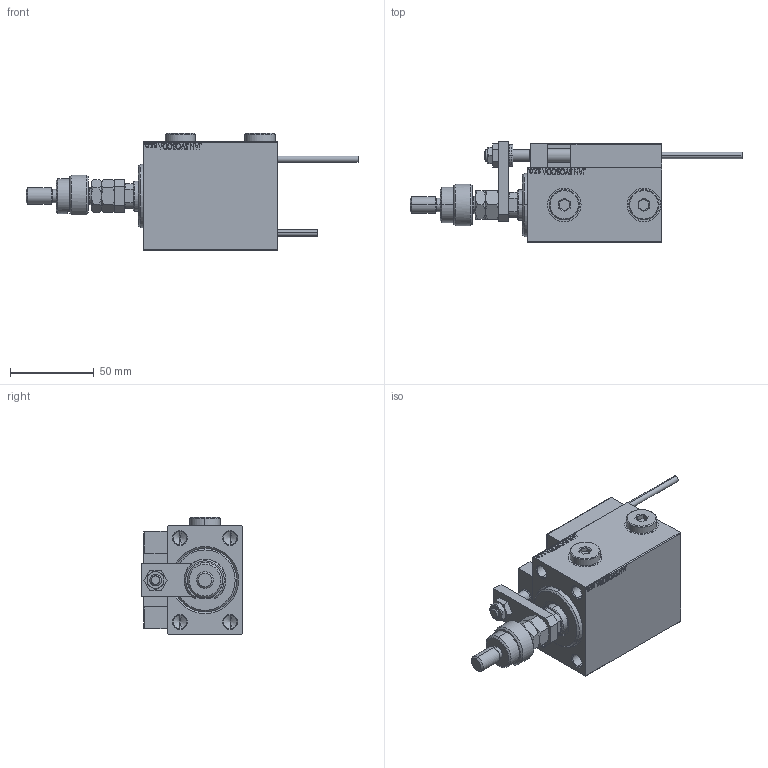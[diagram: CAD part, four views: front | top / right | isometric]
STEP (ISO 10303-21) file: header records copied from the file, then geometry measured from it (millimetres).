
FILE_DESCRIPTION (( 'STEP AP203' ), '1' );
FILE_NAME ('0e34.STEP', '2024-02-11T10:58:10', ( '' ), ( '' ), 'SwSTEP 2.0', 'SolidWorks 2019', '' );
FILE_SCHEMA (( 'CONFIG_CONTROL_DESIGN' ));
Length unit declared in the file: millimetre
Products named in the file (20): NUT_D12 d140c52ed551fc2903182a2165aa90b6; ZARAZKA d140c52ed551fc2903182a2165aa90b6; FEMALE_PART_FOR_DFA d140c52ed551fc2903182a2165aa90b6; V450CM_B_VCP d140c52ed551fc2903182a2165aa90b6; ALLEN BOLT D5 d140c52ed551fc2903182a2165aa90b6; MFA d140c52ed551fc2903182a2165aa90b6; X_Y_DFA d140c52ed551fc2903182a2165aa90b6; Zatka_OIL_PORT d140c52ed551fc2903182a2165aa90b6; Block d140c52ed551fc2903182a2165aa90b6; SWITCH DIM B,W d140c52ed551fc2903182a2165aa90b6; V450CM_VC_B d140c52ed551fc2903182a2165aa90b6; NUT_D10 d140c52ed551fc2903182a2165aa90b6; MAGNET d140c52ed551fc2903182a2165aa90b6; KONCOVKA d140c52ed551fc2903182a2165aa90b6; V450CM_B_Body d140c52ed551fc2903182a2165aa90b6; TYC_L79 d140c52ed551fc2903182a2165aa90b6; ALLEN BOLT D8 d140c52ed551fc2903182a2165aa90b6; SWITCH_X_FRONT_BACK d140c52ed551fc2903182a2165aa90b6; SWITCH X d140c52ed551fc2903182a2165aa90b6; 0e34
Assembly tree (30 placements, depth 3):
  0e34
    V450CM_B_Body d140c52ed551fc2903182a2165aa90b6
    V450CM_B_VCP d140c52ed551fc2903182a2165aa90b6
    SWITCH X d140c52ed551fc2903182a2165aa90b6
      SWITCH_X_FRONT_BACK d140c52ed551fc2903182a2165aa90b6  x2
      TYC_L79 d140c52ed551fc2903182a2165aa90b6
      Block d140c52ed551fc2903182a2165aa90b6  x2
      ALLEN BOLT D5 d140c52ed551fc2903182a2165aa90b6  x4
      ALLEN BOLT D8 d140c52ed551fc2903182a2165aa90b6  x4
      MAGNET d140c52ed551fc2903182a2165aa90b6  x2
      KONCOVKA d140c52ed551fc2903182a2165aa90b6  x2
    NUT_D10 d140c52ed551fc2903182a2165aa90b6
    NUT_D12 d140c52ed551fc2903182a2165aa90b6
    SWITCH DIM B,W d140c52ed551fc2903182a2165aa90b6
    ZARAZKA d140c52ed551fc2903182a2165aa90b6
    V450CM_VC_B d140c52ed551fc2903182a2165aa90b6
    X_Y_DFA d140c52ed551fc2903182a2165aa90b6
      FEMALE_PART_FOR_DFA d140c52ed551fc2903182a2165aa90b6
      MFA d140c52ed551fc2903182a2165aa90b6
    Zatka_OIL_PORT d140c52ed551fc2903182a2165aa90b6  x2
Bounding box: 198 x 60.5 x 69.9 mm (x, y, z)
Volume: 276676.8 mm3; surface area: 76455.8 mm2
Topology: 28 solids, 28 shells, 1457 faces, 3454 edges, 2174 vertices
Faces by surface type: plane 623, bspline 380, cylinder 213, cone 189, torus 48, sphere 4
Entity records: 55325 total; most frequent: CARTESIAN_POINT 27232, ORIENTED_EDGE 5816, DIRECTION 4155, EDGE_CURVE 2908, VERTEX_POINT 1874, VECTOR 1633, LINE 1633, EDGE_LOOP 1354
